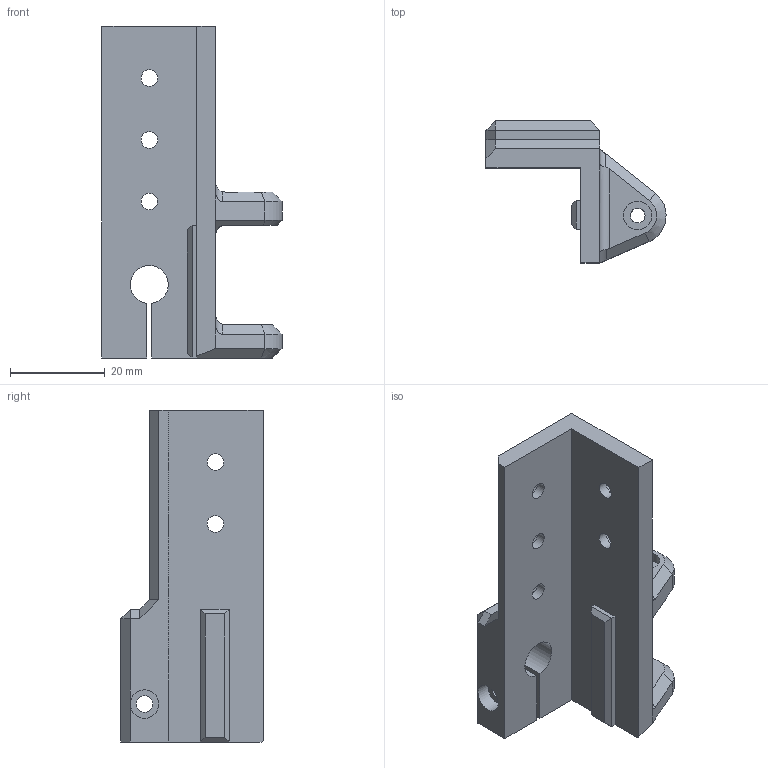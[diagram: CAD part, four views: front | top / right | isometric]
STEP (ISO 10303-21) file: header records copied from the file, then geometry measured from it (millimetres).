
FILE_DESCRIPTION(/* description */ ('STEP AP242','CAx-IF Rec.Pracs.---Representation and Presentation of Product Manufacturing Information (PMI)---4.0---2014-10-13','CAx-IF Rec.Pracs.---3D Tessellated Geometry---0.4---2014-09-14','2;1'),/* implementation_level */ '2;1');
FILE_NAME(/* name */ '6889d65c7ce0f65ce40344b8',/* time_stamp */ '2025-07-30T08:22:53Z',/* author */ (''),/* organization */ (''),/* preprocessor_version */ 'ST-DEVELOPER v20',/* originating_system */ 'ONSHAPE BY PTC INC, 1.201',/* authorisation */ ' ');
FILE_SCHEMA (('AP242_MANAGED_MODEL_BASED_3D_ENGINEERING_MIM_LF { 1 0 10303 442 1 1 4 }'));
Length unit declared in the file: metre
Products named in the file (1): LF
Bounding box: 37.99 x 30 x 70 mm (x, y, z)
Volume: 17386.9 mm3; surface area: 9454.6 mm2
Topology: 1 solids, 1 shells, 101 faces, 253 edges, 161 vertices
Faces by surface type: plane 67, cylinder 28, cone 4, torus 2
Full cylindrical faces by diameter (mm): 3.1 x2, 3.5 x7, 6 x7
Entity records: 2895 total; most frequent: CARTESIAN_POINT 500, DIRECTION 487, ORIENTED_EDGE 458, EDGE_CURVE 229, LINE 167, VECTOR 167, AXIS2_PLACEMENT_3D 160, VERTEX_POINT 153
